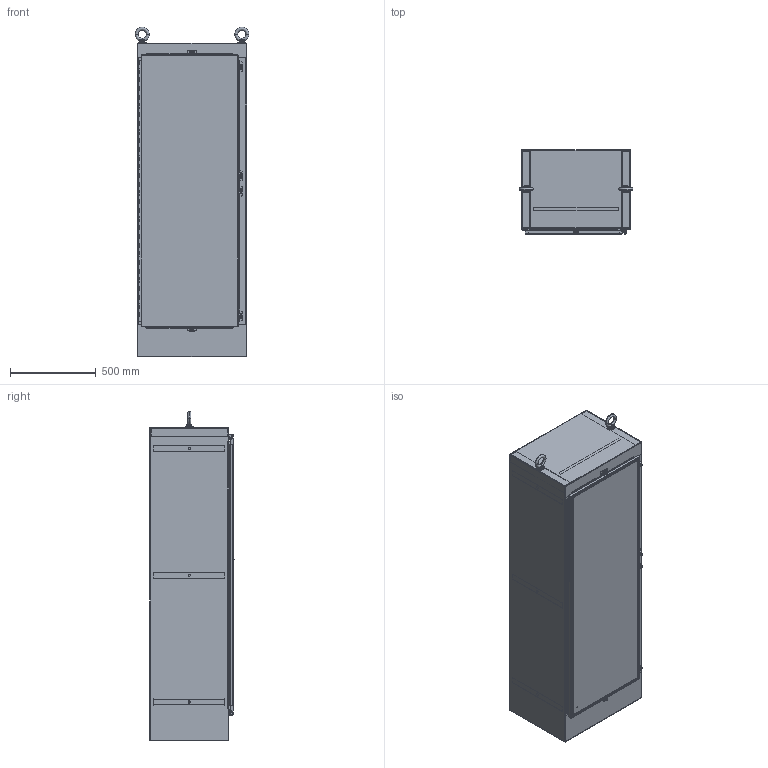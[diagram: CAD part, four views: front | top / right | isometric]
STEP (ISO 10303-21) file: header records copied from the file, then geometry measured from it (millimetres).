
FILE_DESCRIPTION (( 'STEP AP203' ), '1' );
FILE_NAME ('1418N4S16W18_Default.step', '2019-11-01T18:30:47', ( 'ADC123' ), ( 'Microsoft' ), 'SwSTEP 2.0', 'SolidWorks 2019', '' );
FILE_SCHEMA (( 'CONFIG_CONTROL_DESIGN' ));
Products named in the file (1): 1418N4S16W18_Default
Bounding box: 663.41 x 490.47 x 1923.26 mm (x, y, z)
Volume: 13467522.5 mm3; surface area: 11267974.3 mm2
Topology: 56 solids, 57 shells, 1938 faces, 5214 edges, 3407 vertices
Faces by surface type: plane 954, cylinder 844, bspline 104, cone 20, torus 16
Entity records: 80113 total; most frequent: CARTESIAN_POINT 30740, ORIENTED_EDGE 10404, DIRECTION 10282, EDGE_CURVE 5202, AXIS2_PLACEMENT_3D 3559, VERTEX_POINT 3407, LINE 3164, VECTOR 3164
